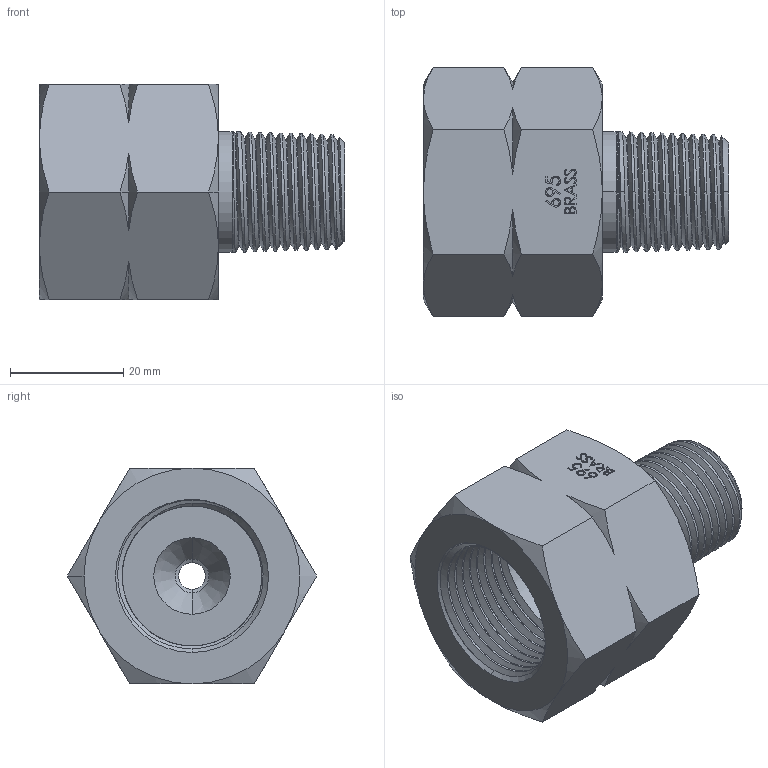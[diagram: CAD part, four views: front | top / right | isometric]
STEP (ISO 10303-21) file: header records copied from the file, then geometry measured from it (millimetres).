
FILE_DESCRIPTION (( 'STEP AP203' ), '1' );
FILE_NAME ('AD-695FBR-8MNPT.STEP', '2025-08-07T18:32:58', ( '' ), ( '' ), 'SwSTEP 2.0', 'SolidWorks 2018', '' );
FILE_SCHEMA (( 'CONFIG_CONTROL_DESIGN' ));
Length unit declared in the file: inch
Products named in the file (1): AD-695FBR-8MNPT
Bounding box: 53.85 x 43.99 x 38.1 mm (x, y, z)
Volume: 34621.2 mm3; surface area: 11761.9 mm2
Topology: 1 solids, 1 shells, 234 faces, 620 edges, 404 vertices
Faces by surface type: bspline 76, plane 71, cone 63, cylinder 24
Entity records: 23602 total; most frequent: CARTESIAN_POINT 18469, ORIENTED_EDGE 1240, DIRECTION 701, EDGE_CURVE 620, VERTEX_POINT 404, B_SPLINE_CURVE_WITH_KNOTS 286, LINE 285, VECTOR 285
